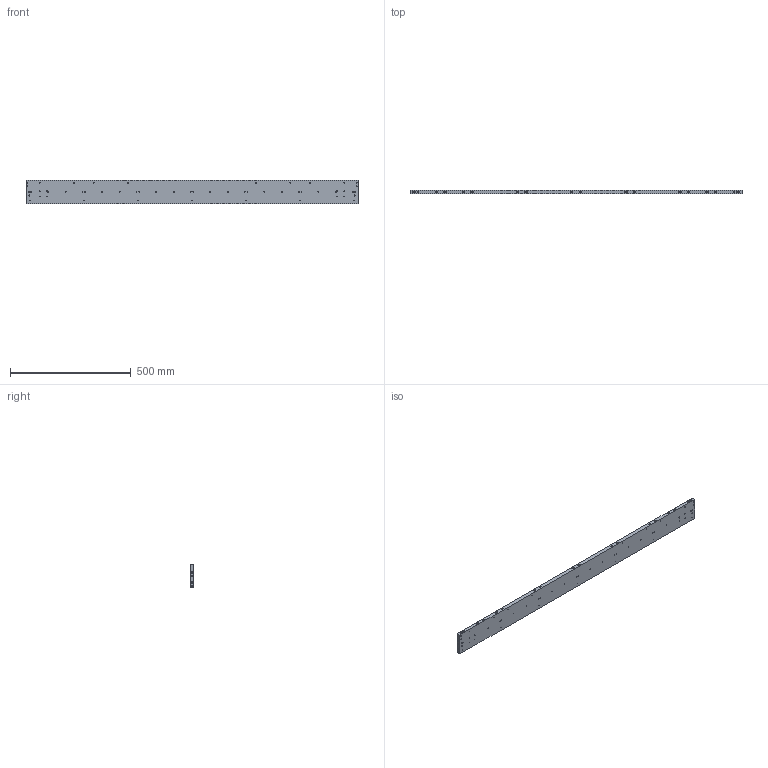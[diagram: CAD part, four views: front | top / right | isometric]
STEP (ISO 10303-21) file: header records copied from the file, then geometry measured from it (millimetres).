
FILE_DESCRIPTION(/* description */ (''),/* implementation_level */ '2;1');
FILE_NAME(/* name */ 'brd2_stp.stp',/* time_stamp */ '2018-06-28T09:07:40+02:00',/* author */ (''),/* organization */ (''),/* preprocessor_version */ 'ST-DEVELOPER v16',/* originating_system */ 'SIEMENS PLM Software NX 11.0',/* authorisation */ '');
FILE_SCHEMA (('AP203_CONFIGURATION_CONTROLLED_3D_DESIGN_OF_MECHANICAL_PARTS_AND_ASSEMBLIES_MIM_LF { 1 0 10303 403 2 1 2}'));
Length unit declared in the file: millimetre
Products named in the file (1): zago1E24C2460tt5
Bounding box: 1376 x 15 x 96 mm (x, y, z)
Volume: 1887435.4 mm3; surface area: 375940.3 mm2
Topology: 1 solids, 1 shells, 209 faces, 613 edges, 406 vertices
Faces by surface type: cylinder 126, cone 77, plane 6
Full cylindrical faces by diameter (mm): 2.05 x47, 4 x22, 4.2 x29, 5 x26, 6 x2
Entity records: 5392 total; most frequent: DIRECTION 952, CARTESIAN_POINT 819, FACE_BOUND 595, ORIENTED_EDGE 544, EDGE_LOOP 526, AXIS2_PLACEMENT_3D 470, VERTEX_POINT 337, EDGE_CURVE 272
